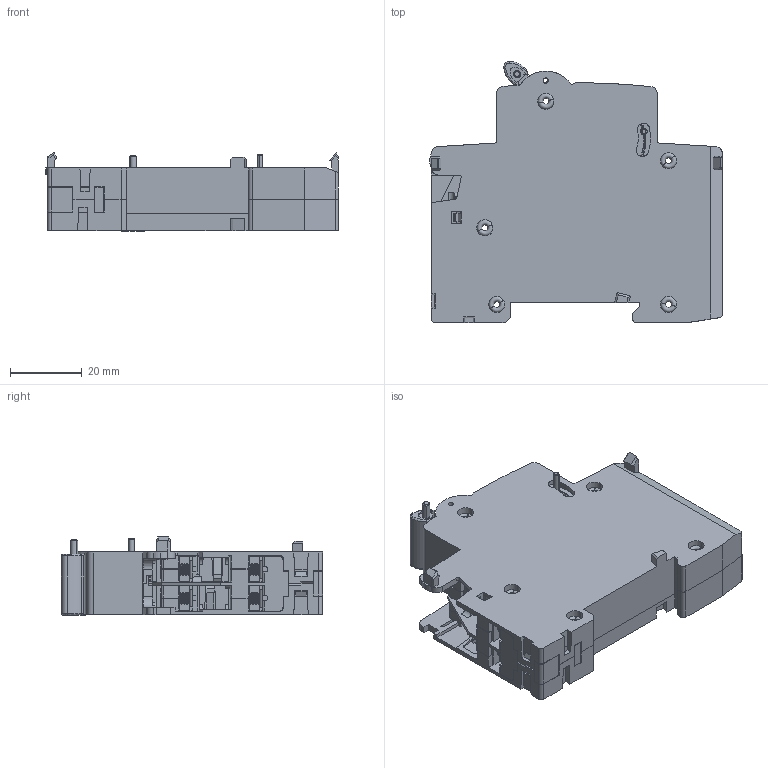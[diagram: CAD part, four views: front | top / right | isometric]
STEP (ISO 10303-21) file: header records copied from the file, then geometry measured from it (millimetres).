
FILE_DESCRIPTION (( 'STEP AP203' ), '1' );
FILE_NAME ('俋倛蚾饜极 V1.0.STEP', '2024-11-15T02:59:11', ( '' ), ( '' ), 'SwSTEP 2.0', 'SolidWorks 2021', '' );
FILE_SCHEMA (( 'CONFIG_CONTROL_DESIGN' ));
Length unit declared in the file: millimetre
Products named in the file (34): SHT8聾銅; 线圈; 蹟隊; SHT8ｵﾗ V1.0; 垫圈; SHT8諉盄啣N; 竘堤盄; 蚾饜极1^SHT8蚾饜极 V1.0; SHT8猁蜊腔俋褲+笢裔V1.0; SHT8玴沺; SHT8泐諶-2021; SHT8坶諶葩弇粟銅; SHT8葩弇璃; SHT8雄揖芛ㄗ鍼踢ㄘ; 雄揖萸; SHT8忒梟-2021_橾唳; SHT8忒梟粟銅; SHT8蛌啣-2021; SHT8-U倰蟀裝; SHT8揣夔粟銅; SHT8ｸﾇ V1.0; SHT8諉盄啣L; SHT8硌尨璃; 都羲揖芛; SHT8牷旋-2021_2022爛蜊輛; SHT8线圈骨架; SHT8笢裔 V1.0; SHT8沺郋粟銅; Öá1.5_Öá; SHT8都敕揖芛; 穩隊; 俋倛蚾饜极 V1.0; SHT8坶諶; 棠濎-2013
Assembly tree (47 placements, depth 4):
  俋倛蚾饜极 V1.0
    SHT8蛌啣-2021
    SHT8泐諶-2021
    蚾饜极1^SHT8蚾饜极 V1.0
      SHT8猁蜊腔俋褲+笢裔V1.0
        SHT8ｵﾗ V1.0
        SHT8ｸﾇ V1.0
        SHT8笢裔 V1.0
      SHT8忒梟-2021_橾唳
      蹟隊  x5
      SHT8諉盄啣N  x3
      SHT8諉盄啣L
      穩隊  x5
    SHT8-U倰蟀裝
    都羲揖芛
    SHT8硌尨璃
    垫圈  x4
    SHT8葩弇璃
    SHT8线圈骨架
    SHT8牷旋-2021_2022爛蜊輛
    棠濎-2013
    SHT8玴沺
    竘堤盄  x2
    SHT8坶諶
    SHT8都敕揖芛
    Öá1.5_Öá
    SHT8雄揖芛ㄗ鍼踢ㄘ
    雄揖萸
    SHT8揣夔粟銅
    SHT8聾銅
    SHT8沺郋粟銅
    SHT8坶諶葩弇粟銅
    SHT8忒梟粟銅
    线圈
Bounding box: 81.5 x 72.69 x 21.77 mm (x, y, z)
Volume: 28838.9 mm3; surface area: 55616.4 mm2
Topology: 45 solids, 45 shells, 3378 faces, 9372 edges, 6127 vertices
Faces by surface type: plane 1997, cylinder 1030, bspline 179, cone 112, torus 60
Entity records: 127033 total; most frequent: CARTESIAN_POINT 45780, ORIENTED_EDGE 16782, DIRECTION 15458, EDGE_CURVE 8391, VECTOR 5810, LINE 5810, VERTEX_POINT 5500, AXIS2_PLACEMENT_3D 4824
